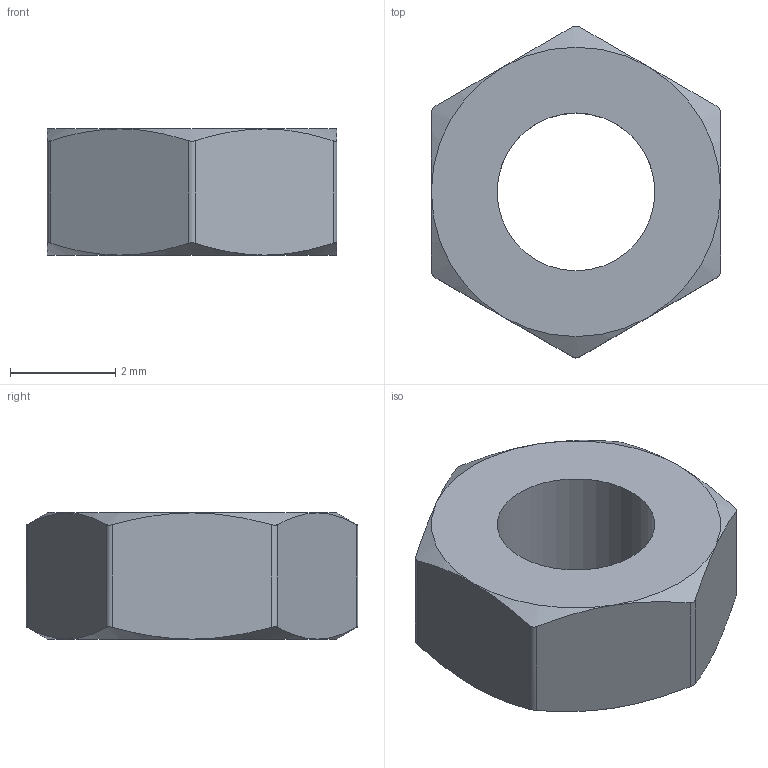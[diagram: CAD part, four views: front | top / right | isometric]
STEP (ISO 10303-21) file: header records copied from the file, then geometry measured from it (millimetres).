
FILE_DESCRIPTION(/* description */ (''),/* implementation_level */ '2;1');
FILE_NAME(/* name */ 'model.step',/* time_stamp */ '2023-11-16T09:03:53-08:00',/* author */ (''),/* organization */ (''),/* preprocessor_version */ 'ST-DEVELOPER v20',/* originating_system */ 'Autodesk Translation Framework v12.14.0.127',/* authorisation */ '');
FILE_SCHEMA (('AUTOMOTIVE_DESIGN { 1 0 10303 214 3 1 1 }'));
Length unit declared in the file: millimetre
Products named in the file (2): (Unsaved); M3_Hexnut
Assembly tree (1 placements, depth 2):
  (Unsaved)
    M3_Hexnut
Bounding box: 5.5 x 6.31 x 2.4 mm (x, y, z)
Volume: 45.5 mm3; surface area: 104 mm2
Topology: 1 solids, 1 shells, 27 faces, 63 edges, 38 vertices
Faces by surface type: cone 12, plane 8, cylinder 7
Full cylindrical faces by diameter (mm): 3 x1
Entity records: 879 total; most frequent: CARTESIAN_POINT 287, ORIENTED_EDGE 126, DIRECTION 101, EDGE_CURVE 63, AXIS2_PLACEMENT_3D 44, VERTEX_POINT 38, EDGE_LOOP 29, FACE_OUTER_BOUND 27
